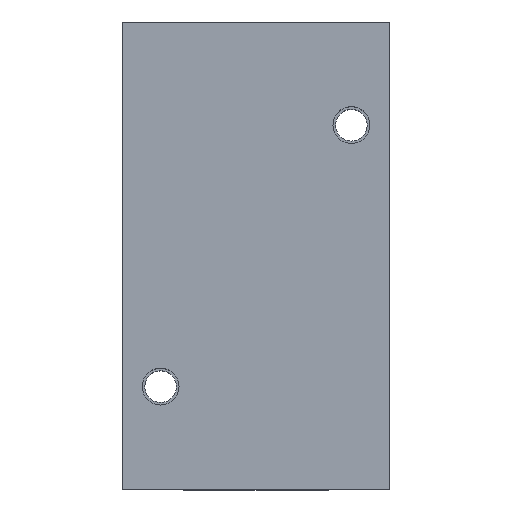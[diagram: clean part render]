
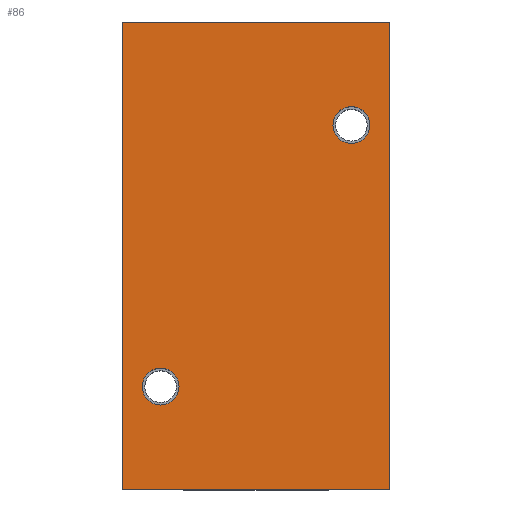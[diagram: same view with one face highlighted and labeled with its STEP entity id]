
A CAD part, top view. The second image highlights one B-rep face of the part: STEP entity #86.
In plain terms, the highlighted planar face has unit normal (0, 0, 1).
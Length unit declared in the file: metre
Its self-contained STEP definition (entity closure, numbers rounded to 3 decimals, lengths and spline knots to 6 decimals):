
#86 = ADVANCED_FACE( '', ( #187, #188, #189 ), #190, .T. );
#187 = FACE_BOUND( '', #296, .T. );
#188 = FACE_BOUND( '', #297, .T. );
#189 = FACE_OUTER_BOUND( '', #298, .T. );
#190 = PLANE( '', #299 );
#296 = EDGE_LOOP( '', ( #475 ) );
#297 = EDGE_LOOP( '', ( #476 ) );
#298 = EDGE_LOOP( '', ( #477, #478, #479, #480 ) );
#299 = AXIS2_PLACEMENT_3D( '', #481, #482, #483 );
#475 = ORIENTED_EDGE( '', *, *, #593, .T. );
#476 = ORIENTED_EDGE( '', *, *, #574, .T. );
#477 = ORIENTED_EDGE( '', *, *, #634, .F. );
#478 = ORIENTED_EDGE( '', *, *, #642, .F. );
#479 = ORIENTED_EDGE( '', *, *, #584, .T. );
#480 = ORIENTED_EDGE( '', *, *, #643, .T. );
#481 = CARTESIAN_POINT( '', ( -0.0435, -0.076, 0.03 ) );
#482 = DIRECTION( '', ( 0., 0., 1. ) );
#483 = DIRECTION( '', ( 1., 0., 0. ) );
#574 = EDGE_CURVE( '', #665, #665, #666, .T. );
#584 = EDGE_CURVE( '', #684, #682, #685, .T. );
#593 = EDGE_CURVE( '', #699, #699, #700, .T. );
#634 = EDGE_CURVE( '', #762, #764, #765, .T. );
#642 = EDGE_CURVE( '', #684, #762, #776, .T. );
#643 = EDGE_CURVE( '', #682, #764, #777, .T. );
#665 = VERTEX_POINT( '', #801 );
#666 = CIRCLE( '', #802, 0.006 );
#682 = VERTEX_POINT( '', #872 );
#684 = VERTEX_POINT( '', #875 );
#685 = LINE( '', #876, #877 );
#699 = VERTEX_POINT( '', #896 );
#700 = CIRCLE( '', #897, 0.006 );
#762 = VERTEX_POINT( '', #977 );
#764 = VERTEX_POINT( '', #980 );
#765 = LINE( '', #981, #982 );
#776 = LINE( '', #997, #998 );
#777 = LINE( '', #999, #1000 );
#801 = CARTESIAN_POINT( '', ( 0.031, 0.0365, 0.03 ) );
#802 = AXIS2_PLACEMENT_3D( '', #1028, #1029, #1030 );
#872 = CARTESIAN_POINT( '', ( 0.0435, -0.076, 0.03 ) );
#875 = CARTESIAN_POINT( '', ( -0.0435, -0.076, 0.03 ) );
#876 = CARTESIAN_POINT( '', ( -0.0435, -0.076, 0.03 ) );
#877 = VECTOR( '', #1041, 1. );
#896 = CARTESIAN_POINT( '', ( -0.031, -0.0485, 0.03 ) );
#897 = AXIS2_PLACEMENT_3D( '', #1050, #1051, #1052 );
#977 = CARTESIAN_POINT( '', ( -0.0435, 0.076, 0.03 ) );
#980 = CARTESIAN_POINT( '', ( 0.0435, 0.076, 0.03 ) );
#981 = CARTESIAN_POINT( '', ( -0.0435, 0.076, 0.03 ) );
#982 = VECTOR( '', #1102, 1. );
#997 = CARTESIAN_POINT( '', ( -0.0435, -0.076, 0.03 ) );
#998 = VECTOR( '', #1110, 1. );
#999 = CARTESIAN_POINT( '', ( 0.0435, -0.076, 0.03 ) );
#1000 = VECTOR( '', #1111, 1. );
#1028 = CARTESIAN_POINT( '', ( 0.031, 0.0425, 0.03 ) );
#1029 = DIRECTION( '', ( 0., 0., -1. ) );
#1030 = DIRECTION( '', ( 0., -1., 0. ) );
#1041 = DIRECTION( '', ( 1., 0., 0. ) );
#1050 = CARTESIAN_POINT( '', ( -0.031, -0.0425, 0.03 ) );
#1051 = DIRECTION( '', ( 0., 0., -1. ) );
#1052 = DIRECTION( '', ( 0., -1., 0. ) );
#1102 = DIRECTION( '', ( 1., 0., 0. ) );
#1110 = DIRECTION( '', ( 0., 1., 0. ) );
#1111 = DIRECTION( '', ( 0., 1., 0. ) );
